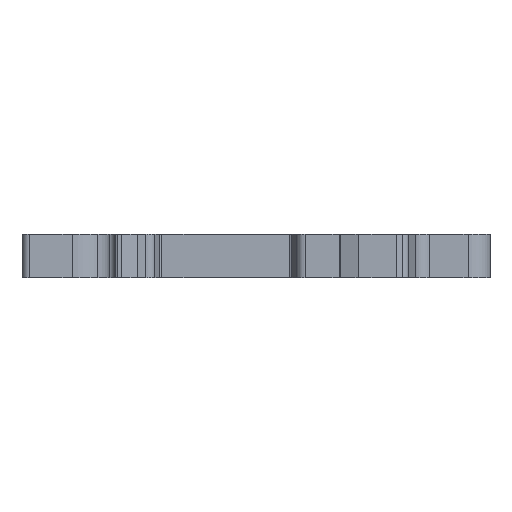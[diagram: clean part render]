
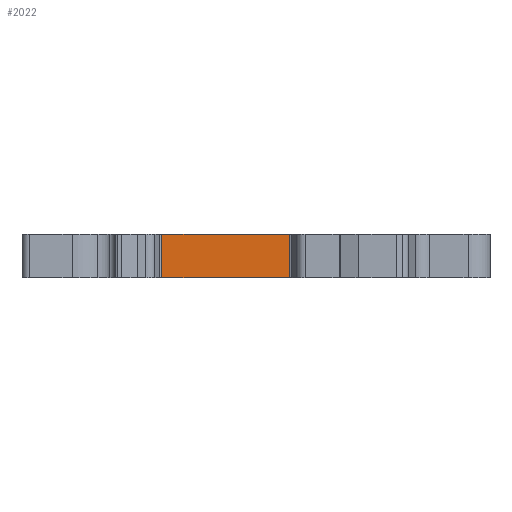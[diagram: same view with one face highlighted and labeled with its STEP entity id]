
A CAD part, front view. The second image highlights one B-rep face of the part: STEP entity #2022.
In plain terms, the highlighted planar face has unit normal (0, -1, 0).
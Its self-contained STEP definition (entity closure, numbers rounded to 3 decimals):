
#1 = VERTEX_POINT ( 'NONE', #3883 ) ;
#89 = PLANE ( 'NONE',  #5571 ) ;
#832 = DIRECTION ( 'NONE',  ( 0., 1., 0. ) ) ;
#1195 = EDGE_LOOP ( 'NONE', ( #2908, #5848, #9074, #7523 ) ) ;
#1950 = DIRECTION ( 'NONE',  ( 1., 0., 0. ) ) ;
#1991 = DIRECTION ( 'NONE',  ( 0., 0., -1. ) ) ;
#2022 = ADVANCED_FACE ( 'NONE', ( #8176 ), #89, .F. ) ;
#2255 = DIRECTION ( 'NONE',  ( 1., 0., 0. ) ) ;
#2277 = DIRECTION ( 'NONE',  ( 0., 0., -1. ) ) ;
#2341 = LINE ( 'NONE', #3100, #8408 ) ;
#2399 = DIRECTION ( 'NONE',  ( -1., 0., 0. ) ) ;
#2908 = ORIENTED_EDGE ( 'NONE', *, *, #5083, .T. ) ;
#2992 = VECTOR ( 'NONE', #1950, 1000. ) ;
#3100 = CARTESIAN_POINT ( 'NONE',  ( -111.856, -99.473, 0. ) ) ;
#3291 = CARTESIAN_POINT ( 'NONE',  ( -111.856, -99.473, 6. ) ) ;
#3510 = CARTESIAN_POINT ( 'NONE',  ( -94.365, -99.473, 6. ) ) ;
#3873 = VECTOR ( 'NONE', #1991, 1000. ) ;
#3883 = CARTESIAN_POINT ( 'NONE',  ( -94.365, -99.473, 6. ) ) ;
#3924 = CARTESIAN_POINT ( 'NONE',  ( -111.856, -99.473, 6. ) ) ;
#5083 = EDGE_CURVE ( 'NONE', #10129, #5496, #2341, .T. ) ;
#5129 = LINE ( 'NONE', #7520, #2992 ) ;
#5496 = VERTEX_POINT ( 'NONE', #6987 ) ;
#5571 = AXIS2_PLACEMENT_3D ( 'NONE', #6412, #832, #2399 ) ;
#5755 = LINE ( 'NONE', #3924, #10418 ) ;
#5848 = ORIENTED_EDGE ( 'NONE', *, *, #8388, .F. ) ;
#6226 = VERTEX_POINT ( 'NONE', #3291 ) ;
#6412 = CARTESIAN_POINT ( 'NONE',  ( -111.856, -99.473, 6. ) ) ;
#6987 = CARTESIAN_POINT ( 'NONE',  ( -94.365, -99.473, 0. ) ) ;
#7175 = CARTESIAN_POINT ( 'NONE',  ( -111.856, -99.473, 0. ) ) ;
#7520 = CARTESIAN_POINT ( 'NONE',  ( -111.856, -99.473, 6. ) ) ;
#7523 = ORIENTED_EDGE ( 'NONE', *, *, #10213, .T. ) ;
#8176 = FACE_OUTER_BOUND ( 'NONE', #1195, .T. ) ;
#8388 = EDGE_CURVE ( 'NONE', #1, #5496, #10322, .T. ) ;
#8408 = VECTOR ( 'NONE', #2255, 1000. ) ;
#9074 = ORIENTED_EDGE ( 'NONE', *, *, #9359, .F. ) ;
#9359 = EDGE_CURVE ( 'NONE', #6226, #1, #5129, .T. ) ;
#10129 = VERTEX_POINT ( 'NONE', #7175 ) ;
#10213 = EDGE_CURVE ( 'NONE', #6226, #10129, #5755, .T. ) ;
#10322 = LINE ( 'NONE', #3510, #3873 ) ;
#10418 = VECTOR ( 'NONE', #2277, 1000. ) ;
